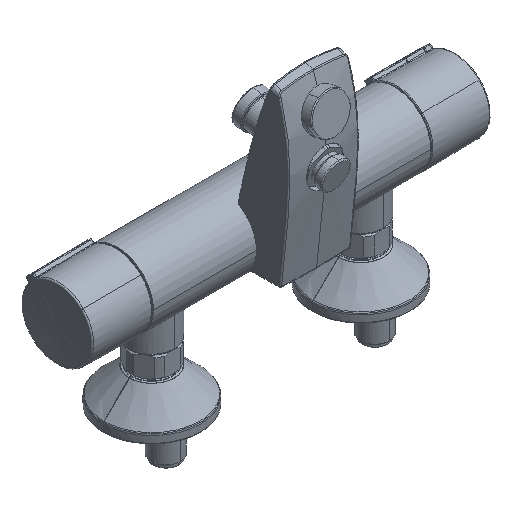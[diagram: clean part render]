
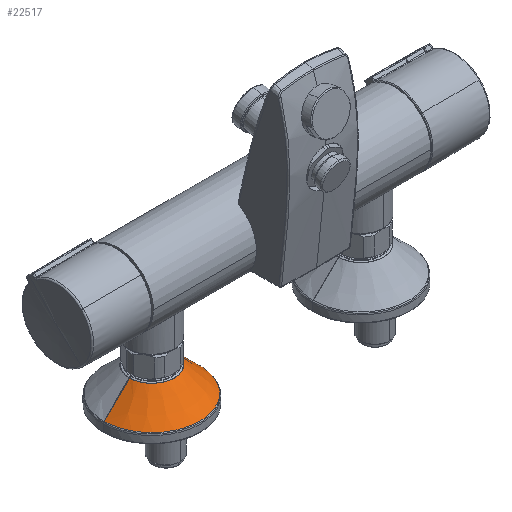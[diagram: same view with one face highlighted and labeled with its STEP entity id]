
A CAD part, isometric view. The second image highlights one B-rep face of the part: STEP entity #22517.
In plain terms, the highlighted conical face has half-angle 45.496 degrees and reference radius 35 mm.
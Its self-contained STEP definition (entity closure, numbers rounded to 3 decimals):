
#190 = VECTOR ( 'NONE', #20412, 1000. ) ;
#317 = CARTESIAN_POINT ( 'NONE',  ( -79.503, -34.18, -35.412 ) ) ;
#408 = CARTESIAN_POINT ( 'NONE',  ( -44.078, -15.245, -35.412 ) ) ;
#1630 = CARTESIAN_POINT ( 'NONE',  ( -75., 0., -17.574 ) ) ;
#2295 = CARTESIAN_POINT ( 'NONE',  ( -107.645, -11.085, -35.412 ) ) ;
#2381 = CARTESIAN_POINT ( 'NONE',  ( -72.748, -34.402, -35.412 ) ) ;
#2468 = CARTESIAN_POINT ( 'NONE',  ( -41.698, -8.92, -35.412 ) ) ;
#2505 = DIRECTION ( 'NONE',  ( -0.713, 0., -0.701 ) ) ;
#2959 = EDGE_LOOP ( 'NONE', ( #14711, #10864, #22937, #24170 ) ) ;
#3678 = DIRECTION ( 'NONE',  ( -1., 0., 0. ) ) ;
#4346 = CARTESIAN_POINT ( 'NONE',  ( -104.855, -17.241, -35.412 ) ) ;
#4432 = CARTESIAN_POINT ( 'NONE',  ( -66.08, -33.302, -35.412 ) ) ;
#4520 = CARTESIAN_POINT ( 'NONE',  ( -40.598, -2.252, -35.412 ) ) ;
#5567 = DIRECTION ( 'NONE',  ( -1., 0., 0. ) ) ;
#6298 = CARTESIAN_POINT ( 'NONE',  ( -109.18, -4.503, -35.412 ) ) ;
#6393 = CARTESIAN_POINT ( 'NONE',  ( -100.918, -22.734, -35.412 ) ) ;
#6467 = AXIS2_PLACEMENT_3D ( 'NONE', #17902, #9598, #5567 ) ;
#6482 = CARTESIAN_POINT ( 'NONE',  ( -59.755, -30.922, -35.412 ) ) ;
#7234 = EDGE_CURVE ( 'NONE', #8737, #21799, #22038, .T. ) ;
#8474 = CARTESIAN_POINT ( 'NONE',  ( -95.985, -27.353, -35.412 ) ) ;
#8555 = CARTESIAN_POINT ( 'NONE',  ( -54.015, -27.353, -35.412 ) ) ;
#8737 = VERTEX_POINT ( 'NONE', #10068 ) ;
#8834 = CARTESIAN_POINT ( 'NONE',  ( -91.252, 0., -17.574 ) ) ;
#9348 = EDGE_CURVE ( 'NONE', #23998, #22153, #25045, .T. ) ;
#9598 = DIRECTION ( 'NONE',  ( 0., 0., -1. ) ) ;
#10068 = CARTESIAN_POINT ( 'NONE',  ( -58.748, 0., -17.574 ) ) ;
#10361 = CARTESIAN_POINT ( 'NONE',  ( -109.402, -2.252, -35.412 ) ) ;
#10531 = CARTESIAN_POINT ( 'NONE',  ( -90.245, -30.922, -35.412 ) ) ;
#10623 = CARTESIAN_POINT ( 'NONE',  ( -49.082, -22.734, -35.412 ) ) ;
#10864 = ORIENTED_EDGE ( 'NONE', *, *, #7234, .T. ) ;
#11757 = CARTESIAN_POINT ( 'NONE',  ( -109.402, 0., -35.412 ) ) ;
#12224 = CARTESIAN_POINT ( 'NONE',  ( -40.598, 0., -35.412 ) ) ;
#12527 = CARTESIAN_POINT ( 'NONE',  ( -109.402, 0., -35.412 ) ) ;
#12615 = CARTESIAN_POINT ( 'NONE',  ( -83.92, -33.302, -35.412 ) ) ;
#12698 = CARTESIAN_POINT ( 'NONE',  ( -45.145, -17.241, -35.412 ) ) ;
#12734 = CARTESIAN_POINT ( 'NONE',  ( -110., 0., -36. ) ) ;
#14591 = CARTESIAN_POINT ( 'NONE',  ( -108.302, -8.92, -35.412 ) ) ;
#14669 = CARTESIAN_POINT ( 'NONE',  ( -77.252, -34.402, -35.412 ) ) ;
#14711 = ORIENTED_EDGE ( 'NONE', *, *, #19727, .F. ) ;
#14756 = CARTESIAN_POINT ( 'NONE',  ( -42.355, -11.085, -35.412 ) ) ;
#15541 = CONICAL_SURFACE ( 'NONE', #6467, 35., 0.794 ) ;
#16013 = DIRECTION ( 'NONE',  ( 0., 0., -1. ) ) ;
#16679 = CARTESIAN_POINT ( 'NONE',  ( -105.922, -15.245, -35.412 ) ) ;
#16774 = CARTESIAN_POINT ( 'NONE',  ( -70.497, -34.18, -35.412 ) ) ;
#16864 = CARTESIAN_POINT ( 'NONE',  ( -40.82, -4.503, -35.412 ) ) ;
#17902 = CARTESIAN_POINT ( 'NONE',  ( -75., 0., -36. ) ) ;
#18324 = CARTESIAN_POINT ( 'NONE',  ( -40., 0., -36. ) ) ;
#18630 = AXIS2_PLACEMENT_3D ( 'NONE', #1630, #16013, #3678 ) ;
#18755 = CARTESIAN_POINT ( 'NONE',  ( -102.353, -20.985, -35.412 ) ) ;
#18846 = CARTESIAN_POINT ( 'NONE',  ( -63.915, -32.645, -35.412 ) ) ;
#18932 = CARTESIAN_POINT ( 'NONE',  ( -40.598, 0., -35.412 ) ) ;
#19727 = EDGE_CURVE ( 'NONE', #8737, #22153, #20140, .T. ) ;
#20140 = LINE ( 'NONE', #18324, #190 ) ;
#20412 = DIRECTION ( 'NONE',  ( 0.713, 0., -0.701 ) ) ;
#20681 = EDGE_CURVE ( 'NONE', #21799, #23998, #22046, .T. ) ;
#20836 = CARTESIAN_POINT ( 'NONE',  ( -97.734, -25.918, -35.412 ) ) ;
#20930 = CARTESIAN_POINT ( 'NONE',  ( -57.759, -29.855, -35.412 ) ) ;
#21677 = FACE_OUTER_BOUND ( 'NONE', #2959, .T. ) ;
#21799 = VERTEX_POINT ( 'NONE', #8834 ) ;
#22038 = CIRCLE ( 'NONE', #18630, 16.252 ) ;
#22046 = LINE ( 'NONE', #12734, #26179 ) ;
#22153 = VERTEX_POINT ( 'NONE', #12224 ) ;
#22517 = ADVANCED_FACE ( 'NONE', ( #21677 ), #15541, .T. ) ;
#22871 = CARTESIAN_POINT ( 'NONE',  ( -92.241, -29.855, -35.412 ) ) ;
#22937 = ORIENTED_EDGE ( 'NONE', *, *, #20681, .T. ) ;
#22954 = CARTESIAN_POINT ( 'NONE',  ( -52.266, -25.918, -35.412 ) ) ;
#23998 = VERTEX_POINT ( 'NONE', #11757 ) ;
#24170 = ORIENTED_EDGE ( 'NONE', *, *, #9348, .T. ) ;
#24911 = CARTESIAN_POINT ( 'NONE',  ( -86.085, -32.645, -35.412 ) ) ;
#25000 = CARTESIAN_POINT ( 'NONE',  ( -47.647, -20.985, -35.412 ) ) ;
#25045 = B_SPLINE_CURVE_WITH_KNOTS ( 'NONE', 3,
 ( #12527, #10361, #6298, #14591, #2295, #16679, #4346, #18755, #6393, #20836, #8474, #22871, #10531, #24911, #12615, #317, #14669, #2381, #16774, #4432, #18846, #6482, #20930, #8555, #22954, #10623, #25000, #12698, #408, #14756, #2468, #16864, #4520, #18932 ),
 .UNSPECIFIED., .F., .F.,
 ( 4, 2, 2, 2, 2, 2, 2, 2, 2, 2, 2, 2, 2, 2, 2, 2, 4 ),
 ( 0., 0.031, 0.063, 0.094, 0.125, 0.156, 0.187, 0.219, 0.25, 0.281, 0.313, 0.344, 0.375, 0.406, 0.438, 0.469, 0.5 ),
 .UNSPECIFIED. ) ;
#26179 = VECTOR ( 'NONE', #2505, 1000. ) ;
